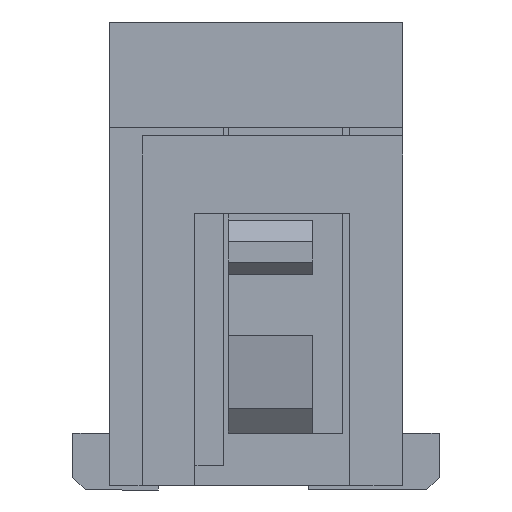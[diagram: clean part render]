
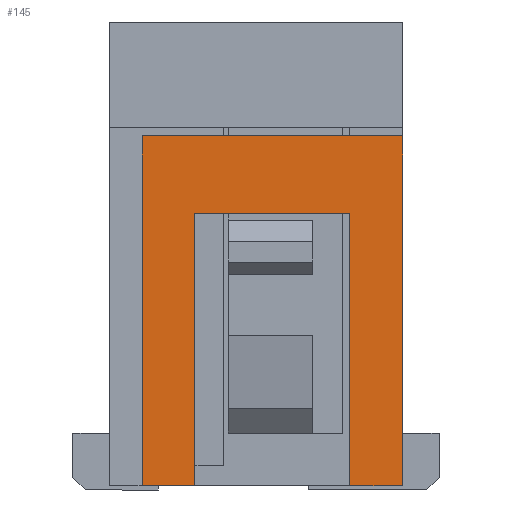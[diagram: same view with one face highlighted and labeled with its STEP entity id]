
A CAD part, left-side view. The second image highlights one B-rep face of the part: STEP entity #145.
In plain terms, the highlighted planar face has unit normal (-1, 0, 0).
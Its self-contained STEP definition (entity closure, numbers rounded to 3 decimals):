
#145=ADVANCED_FACE('',(#593),#594,.T.);
#593=FACE_OUTER_BOUND('',#1288,.T.);
#594=PLANE('',#1289);
#1288=EDGE_LOOP('',(#2834,#2835,#2836,#2837,#2838,#2839,#2840,#2841));
#1289=AXIS2_PLACEMENT_3D('',#2842,#2843,#2844);
#2834=ORIENTED_EDGE('',*,*,#5387,.T.);
#2835=ORIENTED_EDGE('',*,*,#5388,.T.);
#2836=ORIENTED_EDGE('',*,*,#5389,.T.);
#2837=ORIENTED_EDGE('',*,*,#5361,.T.);
#2838=ORIENTED_EDGE('',*,*,#5099,.T.);
#2839=ORIENTED_EDGE('',*,*,#5390,.F.);
#2840=ORIENTED_EDGE('',*,*,#5391,.F.);
#2841=ORIENTED_EDGE('',*,*,#5358,.T.);
#2842=CARTESIAN_POINT('',(-7.425,3.6,0.05));
#2843=DIRECTION('',(-1.0,0.,0.0));
#2844=DIRECTION('',(0.,1.0,0.0));
#5099=EDGE_CURVE('',#6339,#6337,#6340,.T.);
#5358=EDGE_CURVE('',#6784,#6782,#6785,.T.);
#5361=EDGE_CURVE('',#6788,#6339,#6789,.T.);
#5387=EDGE_CURVE('',#6782,#6826,#6827,.T.);
#5388=EDGE_CURVE('',#6826,#6828,#6829,.T.);
#5389=EDGE_CURVE('',#6828,#6788,#6830,.T.);
#5390=EDGE_CURVE('',#6831,#6337,#6832,.T.);
#5391=EDGE_CURVE('',#6784,#6831,#6833,.T.);
#6337=VERTEX_POINT('',#8270);
#6339=VERTEX_POINT('',#8273);
#6340=LINE('',#8274,#8275);
#6782=VERTEX_POINT('',#8972);
#6784=VERTEX_POINT('',#8975);
#6785=LINE('',#8976,#8977);
#6788=VERTEX_POINT('',#8982);
#6789=LINE('',#8983,#8984);
#6826=VERTEX_POINT('',#9044);
#6827=LINE('',#9045,#9046);
#6828=VERTEX_POINT('',#9047);
#6829=LINE('',#9048,#9049);
#6830=LINE('',#9050,#9051);
#6831=VERTEX_POINT('',#9052);
#6832=LINE('',#9053,#9054);
#6833=LINE('',#9055,#9056);
#8270=CARTESIAN_POINT('',(-7.425,0.,4.35));
#8273=CARTESIAN_POINT('',(-7.425,0.,0.05));
#8274=CARTESIAN_POINT('',(-7.425,0.,0.05));
#8275=VECTOR('',#10497,1.0);
#8972=CARTESIAN_POINT('',(-7.425,2.55,0.05));
#8975=CARTESIAN_POINT('',(-7.425,3.2,0.05));
#8976=CARTESIAN_POINT('',(-7.425,3.6,0.05));
#8977=VECTOR('',#10760,1.0);
#8982=CARTESIAN_POINT('',(-7.425,0.65,0.05));
#8983=CARTESIAN_POINT('',(-7.425,3.6,0.05));
#8984=VECTOR('',#10763,1.0);
#9044=CARTESIAN_POINT('',(-7.425,2.55,3.4));
#9045=CARTESIAN_POINT('',(-7.425,2.55,0.05));
#9046=VECTOR('',#10793,1.0);
#9047=CARTESIAN_POINT('',(-7.425,0.65,3.4));
#9048=CARTESIAN_POINT('',(-7.425,2.55,3.4));
#9049=VECTOR('',#10794,1.0);
#9050=CARTESIAN_POINT('',(-7.425,0.65,3.4));
#9051=VECTOR('',#10795,1.0);
#9052=CARTESIAN_POINT('',(-7.425,3.2,4.35));
#9053=CARTESIAN_POINT('',(-7.425,35.64,4.35));
#9054=VECTOR('',#10796,1.0);
#9055=CARTESIAN_POINT('',(-7.425,3.2,-42.67));
#9056=VECTOR('',#10797,1.0);
#10497=DIRECTION('',(0.0,0.0,1.0));
#10760=DIRECTION('',(0.,-1.0,0.));
#10763=DIRECTION('',(0.,-1.0,0.));
#10793=DIRECTION('',(0.,0.,1.0));
#10794=DIRECTION('',(0.,-1.0,0.));
#10795=DIRECTION('',(0.,0.,-1.0));
#10796=DIRECTION('',(0.0,-1.0,0.0));
#10797=DIRECTION('',(0.0,0.0,1.0));
